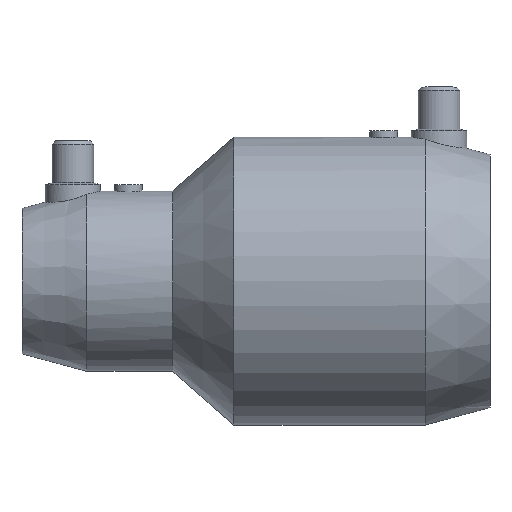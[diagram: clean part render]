
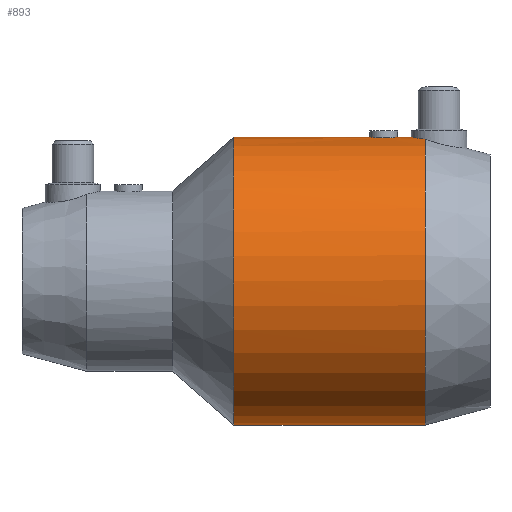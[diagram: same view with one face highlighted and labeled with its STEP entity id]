
A CAD part, top view. The second image highlights one B-rep face of the part: STEP entity #893.
In plain terms, the highlighted cylindrical face has radius 41.5 mm (diameter 83 mm), a partial arc.
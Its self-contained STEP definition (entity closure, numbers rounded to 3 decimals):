
#321 = VERTEX_POINT( '', #931 );
#347 = EDGE_CURVE( '', #877, #791, #959, .T. );
#417 = EDGE_CURVE( '', #321, #633, #1038, .T. );
#469 = VERTEX_POINT( '', #1094 );
#543 = VERTEX_POINT( '', #1178 );
#593 = VERTEX_POINT( '', #1232 );
#633 = VERTEX_POINT( '', #1279 );
#643 = EDGE_CURVE( '', #633, #469, #1291, .T. );
#773 = EDGE_CURVE( '', #593, #543, #1440, .T. );
#779 = EDGE_CURVE( '', #321, #543, #1447, .T. );
#783 = EDGE_CURVE( '', #791, #593, #1451, .T. );
#791 = VERTEX_POINT( '', #1461 );
#819 = EDGE_CURVE( '', #469, #877, #1493, .T. );
#877 = VERTEX_POINT( '', #1558 );
#893 = ADVANCED_FACE( '', ( #1575 ), #1576, .T. );
#931 = CARTESIAN_POINT( '', ( -10.877, -41.5, 0. ) );
#959 = LINE( '', #1718, #1719 );
#1038 = LINE( '', #1871, #1872 );
#1094 = CARTESIAN_POINT( '', ( 44.34, 40.917, 6.932 ) );
#1178 = CARTESIAN_POINT( '', ( -10.877, 41.5, 0. ) );
#1232 = CARTESIAN_POINT( '', ( 28.333, 41.5, 0. ) );
#1279 = CARTESIAN_POINT( '', ( 44.34, -41.5, 0. ) );
#1291 = CIRCLE( '', #2257, 41.5 );
#1440 = LINE( '', #2502, #2503 );
#1447 = CIRCLE( '', #2561, 41.5 );
#1451 = B_SPLINE_CURVE_WITH_KNOTS( '', 3, ( #2600, #2601, #2602, #2603, #2604, #2605, #2606, #2607, #2608, #2609, #2610, #2611, #2612, #2613, #2614, #2615, #2616, #2617, #2618, #2619, #2620, #2621, #2622, #2623, #2624, #2625, #2626, #2627, #2628, #2629, #2630, #2631, #2632, #2633 ), .UNSPECIFIED., .F., .F., ( 4, 2, 2, 2, 2, 2, 2, 2, 2, 2, 2, 2, 2, 2, 2, 2, 4 ), ( 6.031, 6.785, 7.539, 8.293, 9.047, 9.8, 10.554, 11.308, 12.062, 12.816, 13.57, 14.324, 15.078, 15.831, 16.585, 17.339, 18.093 ), .UNSPECIFIED. );
#1461 = CARTESIAN_POINT( '', ( 36.333, 41.5, 0. ) );
#1493 = B_SPLINE_CURVE_WITH_KNOTS( '', 3, ( #2681, #2682, #2683, #2684, #2685, #2686, #2687, #2688, #2689, #2690, #2691, #2692, #2693, #2694, #2695, #2696, #2697, #2698, #2699, #2700, #2701, #2702, #2703, #2704, #2705, #2706 ), .UNSPECIFIED., .F., .F., ( 4, 2, 2, 2, 2, 2, 2, 2, 2, 2, 2, 2, 4 ), ( 4.002, 4.533, 6.043, 7.554, 9.065, 10.576, 12.087, 13.597, 15.108, 16.619, 18.13, 19.641, 20.171 ), .UNSPECIFIED. );
#1558 = CARTESIAN_POINT( '', ( 40.333, 41.5, 0. ) );
#1575 = FACE_OUTER_BOUND( '', #2856, .T. );
#1576 = CYLINDRICAL_SURFACE( '', #2857, 41.5 );
#1718 = CARTESIAN_POINT( '', ( 16.731, 41.5, 0. ) );
#1719 = VECTOR( '', #2929, 1. );
#1871 = CARTESIAN_POINT( '', ( 16.731, -41.5, 0. ) );
#1872 = VECTOR( '', #3026, 1. );
#2257 = AXIS2_PLACEMENT_3D( '', #3348, #3349, #3350 );
#2502 = CARTESIAN_POINT( '', ( 16.731, 41.5, 0. ) );
#2503 = VECTOR( '', #3545, 1. );
#2561 = AXIS2_PLACEMENT_3D( '', #3554, #3555, #3556 );
#2600 = CARTESIAN_POINT( '', ( 36.333, 41.5, 0. ) );
#2601 = CARTESIAN_POINT( '', ( 36.333, 41.5, 0.251 ) );
#2602 = CARTESIAN_POINT( '', ( 36.309, 41.498, 0.511 ) );
#2603 = CARTESIAN_POINT( '', ( 36.208, 41.488, 1.028 ) );
#2604 = CARTESIAN_POINT( '', ( 36.131, 41.481, 1.285 ) );
#2605 = CARTESIAN_POINT( '', ( 35.927, 41.463, 1.778 ) );
#2606 = CARTESIAN_POINT( '', ( 35.799, 41.452, 2.014 ) );
#2607 = CARTESIAN_POINT( '', ( 35.506, 41.428, 2.45 ) );
#2608 = CARTESIAN_POINT( '', ( 35.339, 41.416, 2.651 ) );
#2609 = CARTESIAN_POINT( '', ( 34.984, 41.391, 3.006 ) );
#2610 = CARTESIAN_POINT( '', ( 34.784, 41.379, 3.172 ) );
#2611 = CARTESIAN_POINT( '', ( 34.347, 41.355, 3.466 ) );
#2612 = CARTESIAN_POINT( '', ( 34.111, 41.344, 3.593 ) );
#2613 = CARTESIAN_POINT( '', ( 33.618, 41.326, 3.797 ) );
#2614 = CARTESIAN_POINT( '', ( 33.361, 41.319, 3.875 ) );
#2615 = CARTESIAN_POINT( '', ( 32.844, 41.309, 3.976 ) );
#2616 = CARTESIAN_POINT( '', ( 32.585, 41.307, 4. ) );
#2617 = CARTESIAN_POINT( '', ( 32.082, 41.307, 4. ) );
#2618 = CARTESIAN_POINT( '', ( 31.822, 41.309, 3.976 ) );
#2619 = CARTESIAN_POINT( '', ( 31.305, 41.319, 3.875 ) );
#2620 = CARTESIAN_POINT( '', ( 31.049, 41.326, 3.797 ) );
#2621 = CARTESIAN_POINT( '', ( 30.556, 41.344, 3.593 ) );
#2622 = CARTESIAN_POINT( '', ( 30.32, 41.355, 3.466 ) );
#2623 = CARTESIAN_POINT( '', ( 29.883, 41.379, 3.172 ) );
#2624 = CARTESIAN_POINT( '', ( 29.682, 41.391, 3.006 ) );
#2625 = CARTESIAN_POINT( '', ( 29.327, 41.416, 2.651 ) );
#2626 = CARTESIAN_POINT( '', ( 29.161, 41.428, 2.45 ) );
#2627 = CARTESIAN_POINT( '', ( 28.867, 41.452, 2.014 ) );
#2628 = CARTESIAN_POINT( '', ( 28.74, 41.463, 1.778 ) );
#2629 = CARTESIAN_POINT( '', ( 28.536, 41.481, 1.285 ) );
#2630 = CARTESIAN_POINT( '', ( 28.459, 41.488, 1.028 ) );
#2631 = CARTESIAN_POINT( '', ( 28.357, 41.498, 0.511 ) );
#2632 = CARTESIAN_POINT( '', ( 28.333, 41.5, 0.251 ) );
#2633 = CARTESIAN_POINT( '', ( 28.333, 41.5, 0. ) );
#2681 = CARTESIAN_POINT( '', ( 44.34, 40.917, 6.932 ) );
#2682 = CARTESIAN_POINT( '', ( 44.178, 40.933, 6.839 ) );
#2683 = CARTESIAN_POINT( '', ( 44.021, 40.949, 6.741 ) );
#2684 = CARTESIAN_POINT( '', ( 43.431, 41.013, 6.344 ) );
#2685 = CARTESIAN_POINT( '', ( 43.031, 41.064, 6.011 ) );
#2686 = CARTESIAN_POINT( '', ( 42.322, 41.161, 5.302 ) );
#2687 = CARTESIAN_POINT( '', ( 41.989, 41.212, 4.902 ) );
#2688 = CARTESIAN_POINT( '', ( 41.402, 41.306, 4.029 ) );
#2689 = CARTESIAN_POINT( '', ( 41.148, 41.35, 3.558 ) );
#2690 = CARTESIAN_POINT( '', ( 40.739, 41.423, 2.572 ) );
#2691 = CARTESIAN_POINT( '', ( 40.585, 41.452, 2.058 ) );
#2692 = CARTESIAN_POINT( '', ( 40.382, 41.491, 1.024 ) );
#2693 = CARTESIAN_POINT( '', ( 40.333, 41.5, 0.504 ) );
#2694 = CARTESIAN_POINT( '', ( 40.333, 41.5, -0.504 ) );
#2695 = CARTESIAN_POINT( '', ( 40.382, 41.491, -1.024 ) );
#2696 = CARTESIAN_POINT( '', ( 40.585, 41.452, -2.058 ) );
#2697 = CARTESIAN_POINT( '', ( 40.739, 41.423, -2.572 ) );
#2698 = CARTESIAN_POINT( '', ( 41.148, 41.35, -3.558 ) );
#2699 = CARTESIAN_POINT( '', ( 41.402, 41.306, -4.029 ) );
#2700 = CARTESIAN_POINT( '', ( 41.989, 41.212, -4.902 ) );
#2701 = CARTESIAN_POINT( '', ( 42.322, 41.161, -5.302 ) );
#2702 = CARTESIAN_POINT( '', ( 43.031, 41.064, -6.011 ) );
#2703 = CARTESIAN_POINT( '', ( 43.431, 41.013, -6.344 ) );
#2704 = CARTESIAN_POINT( '', ( 44.021, 40.949, -6.741 ) );
#2705 = CARTESIAN_POINT( '', ( 44.178, 40.933, -6.839 ) );
#2706 = CARTESIAN_POINT( '', ( 44.34, 40.917, -6.932 ) );
#2856 = EDGE_LOOP( '', ( #3699, #3700, #3701, #3702, #3703, #3704, #3705 ) );
#2857 = AXIS2_PLACEMENT_3D( '', #3706, #3707, #3708 );
#2929 = DIRECTION( '', ( -1., 0., 0. ) );
#3026 = DIRECTION( '', ( 1., 0., 0. ) );
#3348 = CARTESIAN_POINT( '', ( 44.34, 0., 0. ) );
#3349 = DIRECTION( '', ( -1., 0., 0. ) );
#3350 = DIRECTION( '', ( 0., 1., 0. ) );
#3545 = DIRECTION( '', ( -1., 0., 0. ) );
#3554 = CARTESIAN_POINT( '', ( -10.877, 0., 0. ) );
#3555 = DIRECTION( '', ( -1., 0., 0. ) );
#3556 = DIRECTION( '', ( 0., 1., 0. ) );
#3699 = ORIENTED_EDGE( '', *, *, #347, .T. );
#3700 = ORIENTED_EDGE( '', *, *, #783, .T. );
#3701 = ORIENTED_EDGE( '', *, *, #773, .T. );
#3702 = ORIENTED_EDGE( '', *, *, #779, .F. );
#3703 = ORIENTED_EDGE( '', *, *, #417, .T. );
#3704 = ORIENTED_EDGE( '', *, *, #643, .T. );
#3705 = ORIENTED_EDGE( '', *, *, #819, .T. );
#3706 = CARTESIAN_POINT( '', ( 16.731, 0., 0. ) );
#3707 = DIRECTION( '', ( 1., 0., 0. ) );
#3708 = DIRECTION( '', ( 0., 1., 0. ) );
